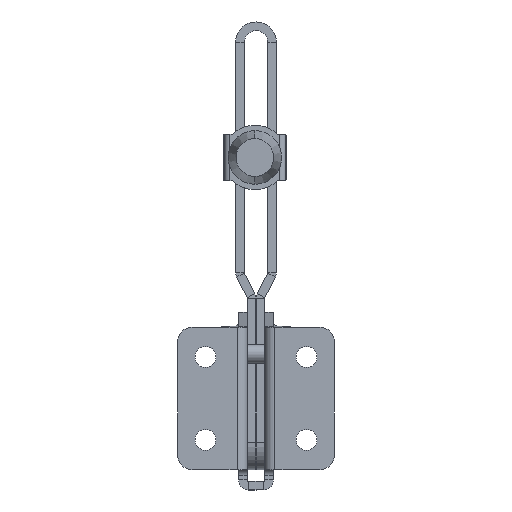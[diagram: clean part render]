
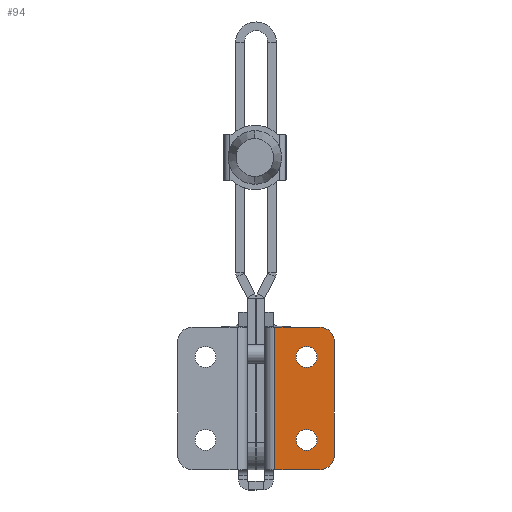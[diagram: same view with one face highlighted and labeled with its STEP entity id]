
A CAD part, front view. The second image highlights one B-rep face of the part: STEP entity #94.
In plain terms, the highlighted planar face has unit normal (0, -1, 0).
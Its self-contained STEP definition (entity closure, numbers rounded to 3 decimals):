
#94 = ADVANCED_FACE ( 'NONE', ( #5862, #5856, #5868 ), #27846, .F. ) ;
#1127 = CARTESIAN_POINT ( 'NONE',  ( 17.45, -3., 42.9 ) ) ;
#1128 = DIRECTION ( 'NONE',  ( 0., -1., 0. ) ) ;
#1129 = DIRECTION ( 'NONE',  ( 1., 0., 0. ) ) ;
#1238 = CARTESIAN_POINT ( 'NONE',  ( 17.45, -3., 14.3 ) ) ;
#1239 = DIRECTION ( 'NONE',  ( 0., -1., 0. ) ) ;
#1240 = DIRECTION ( 'NONE',  ( 1., 0., 0. ) ) ;
#1625 = CARTESIAN_POINT ( 'NONE',  ( 21.05, -3., 14.3 ) ) ;
#1626 = CARTESIAN_POINT ( 'NONE',  ( 13.85, -3., 14.3 ) ) ;
#3387 = LINE ( 'NONE', #11500, #3392 ) ;
#3389 = LINE ( 'NONE', #11505, #3394 ) ;
#3392 = VECTOR ( 'NONE', #11507, 1000. ) ;
#3393 = CIRCLE ( 'NONE', #10144, 3.6 ) ;
#3394 = VECTOR ( 'NONE', #11508, 1000. ) ;
#3401 = CIRCLE ( 'NONE', #10145, 5. ) ;
#3412 = LINE ( 'NONE', #11538, #3419 ) ;
#3419 = VECTOR ( 'NONE', #11544, 1000. ) ;
#3426 = LINE ( 'NONE', #11556, #3429 ) ;
#3428 = CIRCLE ( 'NONE', #10150, 5. ) ;
#3429 = VECTOR ( 'NONE', #11557, 1000. ) ;
#3453 = CIRCLE ( 'NONE', #10154, 3.6 ) ;
#3801 = CIRCLE ( 'NONE', #10255, 3.6 ) ;
#3838 = CIRCLE ( 'NONE', #10268, 3.6 ) ;
#5027 = CARTESIAN_POINT ( 'NONE',  ( 6.5, -3., 53.2 ) ) ;
#5036 = CARTESIAN_POINT ( 'NONE',  ( 22., -3., 4. ) ) ;
#5040 = CARTESIAN_POINT ( 'NONE',  ( 6.5, -3., 4. ) ) ;
#5043 = CARTESIAN_POINT ( 'NONE',  ( 27., -3., 9. ) ) ;
#5044 = CARTESIAN_POINT ( 'NONE',  ( 27., -3., 48.2 ) ) ;
#5045 = CARTESIAN_POINT ( 'NONE',  ( 22., -3., 53.2 ) ) ;
#5856 = FACE_BOUND ( 'NONE', #20627, .T. ) ;
#5862 = FACE_BOUND ( 'NONE', #20609, .T. ) ;
#5868 = FACE_OUTER_BOUND ( 'NONE', #20630, .T. ) ;
#9967 = VERTEX_POINT ( 'NONE', #16744 ) ;
#10144 = AXIS2_PLACEMENT_3D ( 'NONE', #11515, #11516, #11517 ) ;
#10145 = AXIS2_PLACEMENT_3D ( 'NONE', #11523, #11524, #11525 ) ;
#10150 = AXIS2_PLACEMENT_3D ( 'NONE', #11558, #11559, #11560 ) ;
#10154 = AXIS2_PLACEMENT_3D ( 'NONE', #11594, #11595, #11596 ) ;
#10255 = AXIS2_PLACEMENT_3D ( 'NONE', #1127, #1128, #1129 ) ;
#10268 = AXIS2_PLACEMENT_3D ( 'NONE', #1238, #1239, #1240 ) ;
#11500 = CARTESIAN_POINT ( 'NONE',  ( 22., -3., 4. ) ) ;
#11505 = CARTESIAN_POINT ( 'NONE',  ( 6.5, -3., 48.2 ) ) ;
#11507 = DIRECTION ( 'NONE',  ( 1., 0., 0. ) ) ;
#11508 = DIRECTION ( 'NONE',  ( 0., 0., 1. ) ) ;
#11515 = CARTESIAN_POINT ( 'NONE',  ( 17.45, -3., 14.3 ) ) ;
#11516 = DIRECTION ( 'NONE',  ( 0., -1., 0. ) ) ;
#11517 = DIRECTION ( 'NONE',  ( 1., 0., 0. ) ) ;
#11523 = CARTESIAN_POINT ( 'NONE',  ( 22., -3., 9. ) ) ;
#11524 = DIRECTION ( 'NONE',  ( 0., -1., 0. ) ) ;
#11525 = DIRECTION ( 'NONE',  ( -1., 0., 0. ) ) ;
#11538 = CARTESIAN_POINT ( 'NONE',  ( 6., -3., 53.2 ) ) ;
#11544 = DIRECTION ( 'NONE',  ( -1., 0., 0. ) ) ;
#11556 = CARTESIAN_POINT ( 'NONE',  ( 27., -3., 48.2 ) ) ;
#11557 = DIRECTION ( 'NONE',  ( 0., 0., 1. ) ) ;
#11558 = CARTESIAN_POINT ( 'NONE',  ( 22., -3., 48.2 ) ) ;
#11559 = DIRECTION ( 'NONE',  ( 0., -1., 0. ) ) ;
#11560 = DIRECTION ( 'NONE',  ( -1., 0., 0. ) ) ;
#11594 = CARTESIAN_POINT ( 'NONE',  ( 17.45, -3., 42.9 ) ) ;
#11595 = DIRECTION ( 'NONE',  ( 0., -1., 0. ) ) ;
#11596 = DIRECTION ( 'NONE',  ( 1., 0., 0. ) ) ;
#12180 = ORIENTED_EDGE ( 'NONE', *, *, #14154, .F. ) ;
#12194 = ORIENTED_EDGE ( 'NONE', *, *, #14160, .T. ) ;
#12198 = ORIENTED_EDGE ( 'NONE', *, *, #14176, .T. ) ;
#12206 = ORIENTED_EDGE ( 'NONE', *, *, #14175, .T. ) ;
#12236 = ORIENTED_EDGE ( 'NONE', *, *, #14153, .T. ) ;
#14153 = EDGE_CURVE ( 'NONE', #23396, #23392, #3387, .T. ) ;
#14154 = EDGE_CURVE ( 'NONE', #23396, #23383, #3389, .T. ) ;
#14156 = EDGE_CURVE ( 'NONE', #16447, #16448, #3393, .T. ) ;
#14160 = EDGE_CURVE ( 'NONE', #23392, #23399, #3401, .T. ) ;
#14169 = EDGE_CURVE ( 'NONE', #23401, #23383, #3412, .T. ) ;
#14175 = EDGE_CURVE ( 'NONE', #23399, #23400, #3426, .T. ) ;
#14176 = EDGE_CURVE ( 'NONE', #23400, #23401, #3428, .T. ) ;
#14190 = EDGE_CURVE ( 'NONE', #31757, #9967, #3453, .T. ) ;
#14437 = EDGE_CURVE ( 'NONE', #9967, #31757, #3801, .T. ) ;
#14471 = EDGE_CURVE ( 'NONE', #16448, #16447, #3838, .T. ) ;
#15291 = AXIS2_PLACEMENT_3D ( 'NONE', #27818, #27320, #28168 ) ;
#15412 = ORIENTED_EDGE ( 'NONE', *, *, #14471, .F. ) ;
#15413 = ORIENTED_EDGE ( 'NONE', *, *, #14156, .F. ) ;
#15414 = ORIENTED_EDGE ( 'NONE', *, *, #14437, .F. ) ;
#15415 = ORIENTED_EDGE ( 'NONE', *, *, #14190, .F. ) ;
#16308 = ORIENTED_EDGE ( 'NONE', *, *, #14169, .T. ) ;
#16447 = VERTEX_POINT ( 'NONE', #1625 ) ;
#16448 = VERTEX_POINT ( 'NONE', #1626 ) ;
#16744 = CARTESIAN_POINT ( 'NONE',  ( 13.85, -3., 42.9 ) ) ;
#20609 = EDGE_LOOP ( 'NONE', ( #15412, #15413 ) ) ;
#20627 = EDGE_LOOP ( 'NONE', ( #15414, #15415 ) ) ;
#20630 = EDGE_LOOP ( 'NONE', ( #12180, #12236, #12194, #12206, #12198, #16308 ) ) ;
#23383 = VERTEX_POINT ( 'NONE', #5027 ) ;
#23392 = VERTEX_POINT ( 'NONE', #5036 ) ;
#23396 = VERTEX_POINT ( 'NONE', #5040 ) ;
#23399 = VERTEX_POINT ( 'NONE', #5043 ) ;
#23400 = VERTEX_POINT ( 'NONE', #5044 ) ;
#23401 = VERTEX_POINT ( 'NONE', #5045 ) ;
#27320 = DIRECTION ( 'NONE',  ( 0., 1., 0. ) ) ;
#27818 = CARTESIAN_POINT ( 'NONE',  ( 22., -3., 48.2 ) ) ;
#27846 = PLANE ( 'NONE',  #15291 ) ;
#28168 = DIRECTION ( 'NONE',  ( -1., 0., 0. ) ) ;
#31517 = CARTESIAN_POINT ( 'NONE',  ( 21.05, -3., 42.9 ) ) ;
#31757 = VERTEX_POINT ( 'NONE', #31517 ) ;
